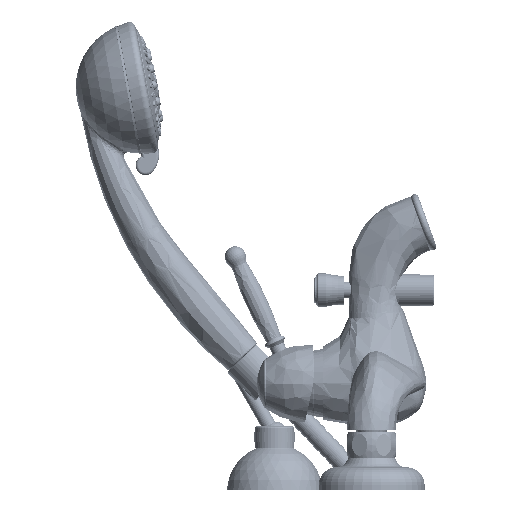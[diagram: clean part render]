
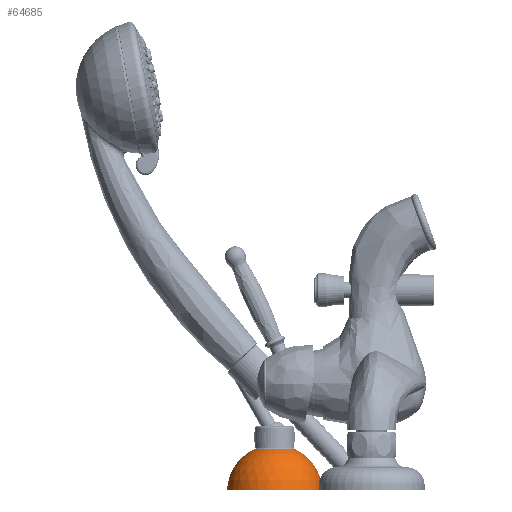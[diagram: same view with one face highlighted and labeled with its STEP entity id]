
A CAD part, left-side view. The second image highlights one B-rep face of the part: STEP entity #64685.
In plain terms, the highlighted spherical face has radius 31.539 mm.
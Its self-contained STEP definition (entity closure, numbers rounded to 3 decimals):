
#63852=CARTESIAN_POINT('',(0.,27.371,0.));
#63853=DIRECTION('',(0.,-1.,0.));
#63854=DIRECTION('',(1.,0.,0.));
#63855=AXIS2_PLACEMENT_3D('',#63852,#63853,#63854);
#63860=CARTESIAN_POINT('',(0.,0.,0.));
#63861=DIRECTION('',(0.,-1.,0.));
#63862=DIRECTION('',(1.,0.,0.));
#63863=AXIS2_PLACEMENT_3D('',#63860,#63861,#63862);
#63984=CARTESIAN_POINT('',(0.,-1.563,0.));
#63985=DIRECTION('',(0.,0.,-1.));
#63986=DIRECTION('',(-0.999,0.05,0.));
#63987=AXIS2_PLACEMENT_3D('',#63984,#63985,#63986);
#64000=CARTESIAN_POINT('',(0.,-1.563,0.));
#64001=DIRECTION('',(0.,0.,1.));
#64002=DIRECTION('',(0.999,0.05,0.));
#64003=AXIS2_PLACEMENT_3D('',#64000,#64001,#64002);
#64076=CARTESIAN_POINT('',(31.5,0.,0.));
#64077=CARTESIAN_POINT('',(-31.5,0.,0.));
#64078=VERTEX_POINT('',#64076);
#64079=VERTEX_POINT('',#64077);
#64088=CARTESIAN_POINT('',(12.551,27.371,0.));
#64089=CARTESIAN_POINT('',(-12.551,27.371,0.));
#64090=VERTEX_POINT('',#64088);
#64091=VERTEX_POINT('',#64089);
#64671=CARTESIAN_POINT('',(0.,-1.563,0.));
#64672=DIRECTION('',(0.,-1.,0.));
#64673=DIRECTION('',(-1.,0.,0.));
#64674=AXIS2_PLACEMENT_3D('',#64671,#64672,#64673);
#64675=SPHERICAL_SURFACE('',#64674,31.539);
#64677=ORIENTED_EDGE('',*,*,#64676,.F.);
#64679=ORIENTED_EDGE('',*,*,#64678,.F.);
#64680=ORIENTED_EDGE('',*,*,#64653,.T.);
#64682=ORIENTED_EDGE('',*,*,#64681,.T.);
#64683=EDGE_LOOP('',(#64677,#64679,#64680,#64682));
#64684=FACE_OUTER_BOUND('',#64683,.F.);
#64685=ADVANCED_FACE('',(#64684),#64675,.T.);
#63856=CIRCLE('',#63855,12.551);
#63864=CIRCLE('',#63863,31.5);
#63988=CIRCLE('',#63987,31.539);
#64004=CIRCLE('',#64003,31.539);
#64653=EDGE_CURVE('',#64078,#64079,#63864,.T.);
#64676=EDGE_CURVE('',#64090,#64091,#63856,.T.);
#64678=EDGE_CURVE('',#64078,#64090,#64004,.T.);
#64681=EDGE_CURVE('',#64079,#64091,#63988,.T.);
